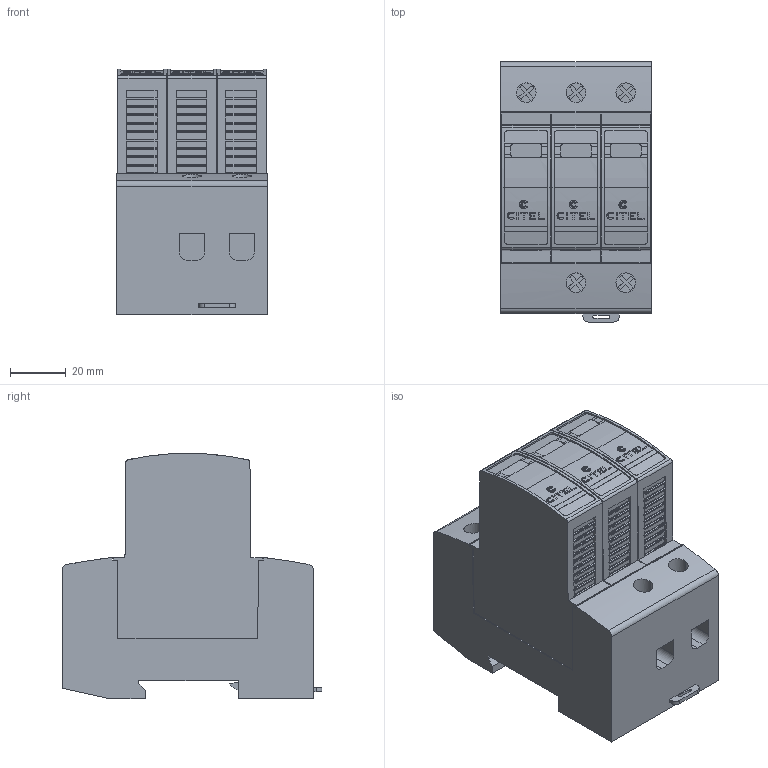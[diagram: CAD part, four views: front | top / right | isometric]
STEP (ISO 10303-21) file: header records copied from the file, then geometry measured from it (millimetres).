
FILE_DESCRIPTION(('STEP AP242'),'1');
FILE_NAME('dac1-13vg-30-275.stp','2021-11-08T12:16:15',('TraceParts'),('TraceParts S.A.'),'Spatial InterOp 3D',' ',' ');
FILE_SCHEMA(('AP242_MANAGED_MODEL_BASED_3D_ENGINEERING_MIM_LF {1 0 10303 442 1 1 4}'));
Length unit declared in the file: millimetre
Products named in the file (1): dac1-13vg-30-275
Bounding box: 54 x 93 x 87.81 mm (x, y, z)
Volume: 299777 mm3; surface area: 50161 mm2
Topology: 1 solids, 1 shells, 1010 faces, 2729 edges, 1807 vertices
Faces by surface type: plane 776, cylinder 234
Entity records: 41712 total; most frequent: CARTESIAN_POINT 7802, ORIENTED_EDGE 5458, DIRECTION 5224, EDGE_CURVE 2729, LINE 2022, VECTOR 2022, VERTEX_POINT 1807, AXIS2_PLACEMENT_3D 1601
